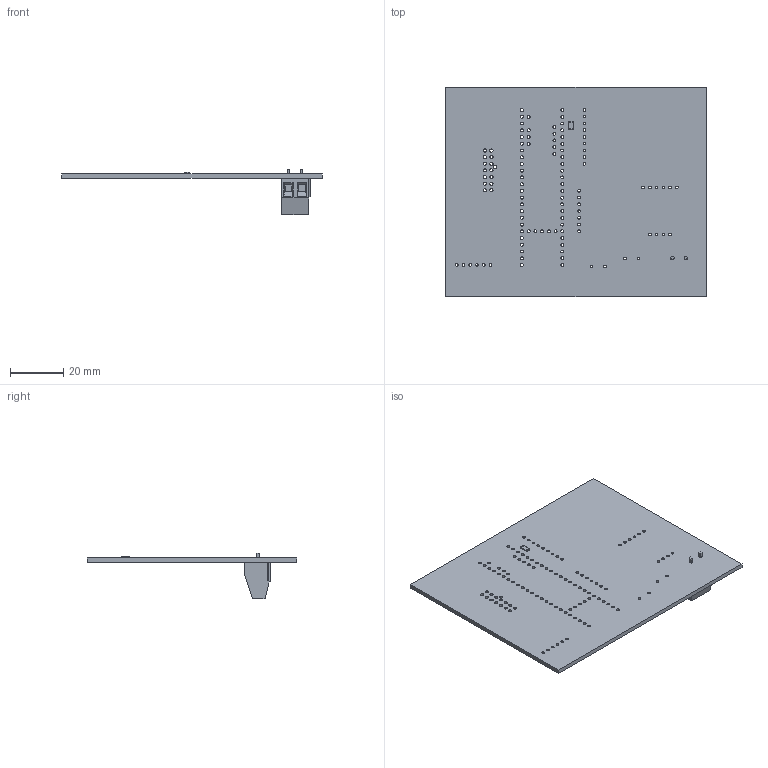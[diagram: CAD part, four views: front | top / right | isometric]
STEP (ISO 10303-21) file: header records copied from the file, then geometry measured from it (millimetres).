
FILE_DESCRIPTION(('KiCad electronic assembly'),'2;1');
FILE_NAME('odb.step','2022-07-11T22:36:39',('Pcbnew'),('Kicad'), 'Open CASCADE STEP processor 7.6','KiCad to STEP converter','Unknown' );
FILE_SCHEMA(('AUTOMOTIVE_DESIGN { 1 0 10303 214 1 1 1 1 }'));
Length unit declared in the file: millimetre
Products named in the file (6): odb 1; R_1206_3216Metric; SOLID; TerminalBlock_Phoenix_MKDS-1,5-2-5.08_1x02_P5.08mm_Horizontal; odb PCB
Assembly tree (5 placements, depth 3):
  odb 1
    R_1206_3216Metric
      SOLID
    TerminalBlock_Phoenix_MKDS-1,5-2-5.08_1x02_P5.08mm_Horizontal
      SOLID
    odb PCB
Bounding box: 98.04 x 79 x 17.3 mm (x, y, z)
Volume: 13240.9 mm3; surface area: 17843.3 mm2
Topology: 3 solids, 3 shells, 236 faces, 650 edges, 424 vertices
Faces by surface type: bspline 115, cylinder 115, plane 6
Full cylindrical faces by diameter (mm): 1 x36, 1.1 x62, 1.2 x14, 1.3 x3
Entity records: 17425 total; most frequent: CARTESIAN_POINT 5574, DIRECTION 1325, ORIENTED_EDGE 1300, PCURVE 1300, DEFINITIONAL_REPRESENTATION 1300, B_SPLINE_CURVE_WITH_KNOTS 767, EDGE_CURVE 650, LINE 611
